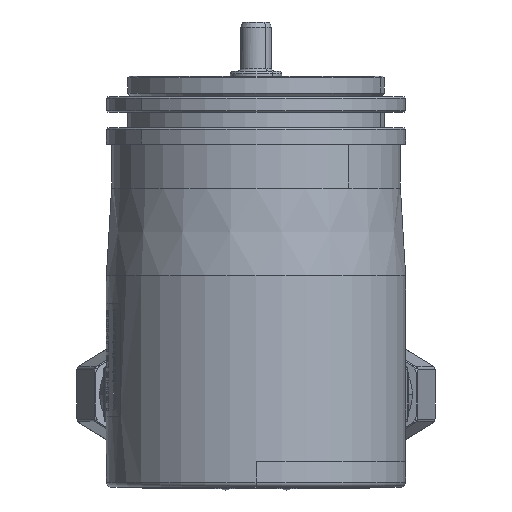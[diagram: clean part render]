
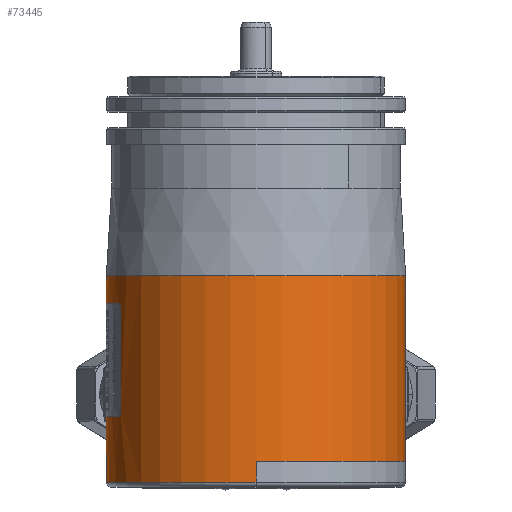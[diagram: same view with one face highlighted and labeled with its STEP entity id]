
A CAD part, front view. The second image highlights one B-rep face of the part: STEP entity #73445.
In plain terms, the highlighted cylindrical face has radius 29 mm (diameter 58 mm), a partial arc.
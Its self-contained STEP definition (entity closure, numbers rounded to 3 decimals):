
#5189=CARTESIAN_POINT('',(0.,0.,-53.2));
#5190=DIRECTION('',(0.,0.,1.));
#5191=DIRECTION('',(0.,1.,0.));
#5192=AXIS2_PLACEMENT_3D('',#5189,#5190,#5191);
#5214=DIRECTION('',(0.,0.,-1.));
#5215=VECTOR('',#5214,2.);
#5216=CARTESIAN_POINT('',(-29.,0.,-47.2));
#5217=LINE('',#5216,#5215);
#5218=CARTESIAN_POINT('',(0.,0.,-49.2));
#5219=DIRECTION('',(0.,0.,-1.));
#5220=DIRECTION('',(-1.,0.,0.));
#5221=AXIS2_PLACEMENT_3D('',#5218,#5219,#5220);
#5223=DIRECTION('',(0.,0.,-1.));
#5224=VECTOR('',#5223,4.);
#5225=CARTESIAN_POINT('',(0.,29.,-49.2));
#5226=LINE('',#5225,#5224);
#5227=CARTESIAN_POINT('',(-26.69,-11.342,-40.5));
#5228=CARTESIAN_POINT('',(-26.66,-11.413,-40.5));
#5229=CARTESIAN_POINT('',(-26.602,-11.549,
-40.483));
#5230=CARTESIAN_POINT('',(-26.516,-11.745,
-40.408));
#5231=CARTESIAN_POINT('',(-26.438,-11.919,
-40.288));
#5232=CARTESIAN_POINT('',(-26.371,-12.065,
-40.128));
#5233=CARTESIAN_POINT('',(-26.321,-12.174,
-39.936));
#5234=CARTESIAN_POINT('',(-26.29,-12.241,
-39.723));
#5235=CARTESIAN_POINT('',(-26.283,-12.256,
-39.576));
#5236=CARTESIAN_POINT('',(-26.283,-12.256,
-39.5));
#5238=DIRECTION('',(0.,0.,-1.));
#5239=VECTOR('',#5238,20.);
#5240=CARTESIAN_POINT('',(-26.283,-12.256,-19.5));
#5241=LINE('',#5240,#5239);
#5242=CARTESIAN_POINT('',(-26.283,-12.256,-19.5));
#5243=CARTESIAN_POINT('',(-26.283,-12.256,
-19.424));
#5244=CARTESIAN_POINT('',(-26.29,-12.241,
-19.277));
#5245=CARTESIAN_POINT('',(-26.321,-12.174,
-19.064));
#5246=CARTESIAN_POINT('',(-26.371,-12.065,
-18.872));
#5247=CARTESIAN_POINT('',(-26.438,-11.919,
-18.712));
#5248=CARTESIAN_POINT('',(-26.516,-11.745,
-18.592));
#5249=CARTESIAN_POINT('',(-26.602,-11.549,
-18.517));
#5250=CARTESIAN_POINT('',(-26.66,-11.412,-18.5));
#5251=CARTESIAN_POINT('',(-26.69,-11.342,-18.5));
#5253=CARTESIAN_POINT('',(0.,0.,-18.5));
#5254=DIRECTION('',(0.,0.,-1.));
#5255=DIRECTION('',(-0.92,-0.391,0.));
#5256=AXIS2_PLACEMENT_3D('',#5253,#5254,#5255);
#5258=CARTESIAN_POINT('',(-28.983,-1.,-18.5));
#5259=CARTESIAN_POINT('',(-28.985,-0.924,-18.5));
#5260=CARTESIAN_POINT('',(-28.99,-0.776,
-18.517));
#5261=CARTESIAN_POINT('',(-28.995,-0.562,
-18.592));
#5262=CARTESIAN_POINT('',(-28.998,-0.37,
-18.712));
#5263=CARTESIAN_POINT('',(-28.999,-0.211,
-18.872));
#5264=CARTESIAN_POINT('',(-29.,-0.091,
-19.064));
#5265=CARTESIAN_POINT('',(-29.,-0.017,
-19.277));
#5266=CARTESIAN_POINT('',(-29.,0.,-19.424));
#5267=CARTESIAN_POINT('',(-29.,0.,-19.5));
#5269=DIRECTION('',(0.,0.,-1.));
#5270=VECTOR('',#5269,12.);
#5271=CARTESIAN_POINT('',(29.,0.,-13.2));
#5272=LINE('',#5271,#5270);
#5273=DIRECTION('',(0.,0.,-1.));
#5274=VECTOR('',#5273,22.);
#5275=CARTESIAN_POINT('',(29.,0.,-25.2));
#5276=LINE('',#5275,#5274);
#5277=DIRECTION('',(0.,0.,-1.));
#5278=VECTOR('',#5277,2.);
#5279=CARTESIAN_POINT('',(29.,0.,-47.2));
#5280=LINE('',#5279,#5278);
#5281=CARTESIAN_POINT('',(0.,0.,-49.2));
#5282=DIRECTION('',(0.,0.,-1.));
#5283=DIRECTION('',(1.,0.,0.));
#5284=AXIS2_PLACEMENT_3D('',#5281,#5282,#5283);
#5286=DIRECTION('',(0.,0.,-1.));
#5287=VECTOR('',#5286,4.);
#5288=CARTESIAN_POINT('',(0.,-29.,-49.2));
#5289=LINE('',#5288,#5287);
#5290=DIRECTION('',(0.,0.,1.));
#5291=VECTOR('',#5290,7.7);
#5292=CARTESIAN_POINT('',(-29.,0.,-47.2));
#5293=LINE('',#5292,#5291);
#5294=CARTESIAN_POINT('',(-29.,0.,-39.5));
#5295=CARTESIAN_POINT('',(-29.,0.,-39.576));
#5296=CARTESIAN_POINT('',(-29.,-0.017,
-39.723));
#5297=CARTESIAN_POINT('',(-29.,-0.091,
-39.936));
#5298=CARTESIAN_POINT('',(-28.999,-0.211,
-40.128));
#5299=CARTESIAN_POINT('',(-28.998,-0.371,
-40.288));
#5300=CARTESIAN_POINT('',(-28.995,-0.562,
-40.408));
#5301=CARTESIAN_POINT('',(-28.99,-0.776,
-40.483));
#5302=CARTESIAN_POINT('',(-28.985,-0.924,-40.5));
#5303=CARTESIAN_POINT('',(-28.983,-1.,-40.5));
#5305=CARTESIAN_POINT('',(0.,0.,-40.5));
#5306=DIRECTION('',(0.,0.,-1.));
#5307=DIRECTION('',(-0.92,-0.391,0.));
#5308=AXIS2_PLACEMENT_3D('',#5305,#5306,#5307);
#5336=DIRECTION('',(0.,0.,-1.));
#5337=VECTOR('',#5336,6.3);
#5338=CARTESIAN_POINT('',(-29.,0.,-13.2));
#5339=LINE('',#5338,#5337);
#5355=CARTESIAN_POINT('',(-29.,0.,-47.2));
#18786=CARTESIAN_POINT('',(0.,0.,-13.2));
#18787=DIRECTION('',(0.,0.,-1.));
#18788=DIRECTION('',(1.,0.,0.));
#18789=AXIS2_PLACEMENT_3D('',#18786,#18787,#18788);
#56981=CARTESIAN_POINT('',(29.,0.,-13.2));
#56982=CARTESIAN_POINT('',(29.,0.,-25.2));
#56983=VERTEX_POINT('',#56981);
#56984=VERTEX_POINT('',#56982);
#56985=CARTESIAN_POINT('',(-29.,0.,-13.2));
#56986=VERTEX_POINT('',#56985);
#57004=VERTEX_POINT('',#5355);
#57008=CARTESIAN_POINT('',(29.,0.,-47.2));
#57009=VERTEX_POINT('',#57008);
#57313=CARTESIAN_POINT('',(0.,-29.,-53.2));
#57314=CARTESIAN_POINT('',(0.,29.,-53.2));
#57315=VERTEX_POINT('',#57313);
#57316=VERTEX_POINT('',#57314);
#57357=CARTESIAN_POINT('',(29.,0.,-49.2));
#57358=CARTESIAN_POINT('',(0.,-29.,-49.2));
#57359=VERTEX_POINT('',#57357);
#57360=VERTEX_POINT('',#57358);
#57361=CARTESIAN_POINT('',(-29.,0.,-49.2));
#57362=CARTESIAN_POINT('',(0.,29.,-49.2));
#57363=VERTEX_POINT('',#57361);
#57364=VERTEX_POINT('',#57362);
#67346=CARTESIAN_POINT('',(-29.,0.,-19.5));
#67348=VERTEX_POINT('',#67346);
#67350=CARTESIAN_POINT('',(-29.,0.,-39.5));
#67351=VERTEX_POINT('',#67350);
#67356=VERTEX_POINT('',#5227);
#67357=VERTEX_POINT('',#5236);
#67358=CARTESIAN_POINT('',(-28.983,-1.,-40.5));
#67359=VERTEX_POINT('',#67358);
#67360=VERTEX_POINT('',#5258);
#67361=CARTESIAN_POINT('',(-26.69,-11.342,-18.5));
#67362=VERTEX_POINT('',#67361);
#67363=VERTEX_POINT('',#5242);
#73407=CARTESIAN_POINT('',(0.,0.,6.45));
#73408=DIRECTION('',(0.,0.,-1.));
#73409=DIRECTION('',(1.,0.,0.));
#73410=AXIS2_PLACEMENT_3D('',#73407,#73408,#73409);
#73411=CYLINDRICAL_SURFACE('',#73410,29.);
#73413=ORIENTED_EDGE('',*,*,#73412,.T.);
#73415=ORIENTED_EDGE('',*,*,#73414,.F.);
#73417=ORIENTED_EDGE('',*,*,#73416,.T.);
#73419=ORIENTED_EDGE('',*,*,#73418,.T.);
#73421=ORIENTED_EDGE('',*,*,#73420,.T.);
#73423=ORIENTED_EDGE('',*,*,#73422,.F.);
#73425=ORIENTED_EDGE('',*,*,#73424,.F.);
#73427=ORIENTED_EDGE('',*,*,#73426,.T.);
#73429=ORIENTED_EDGE('',*,*,#73428,.T.);
#73430=ORIENTED_EDGE('',*,*,#73391,.T.);
#73431=ORIENTED_EDGE('',*,*,#73389,.T.);
#73432=ORIENTED_EDGE('',*,*,#73402,.T.);
#73433=ORIENTED_EDGE('',*,*,#73363,.F.);
#73434=ORIENTED_EDGE('',*,*,#73399,.F.);
#73435=ORIENTED_EDGE('',*,*,#73397,.F.);
#73436=ORIENTED_EDGE('',*,*,#73395,.F.);
#73438=ORIENTED_EDGE('',*,*,#73437,.T.);
#73440=ORIENTED_EDGE('',*,*,#73439,.T.);
#73442=ORIENTED_EDGE('',*,*,#73441,.F.);
#73443=EDGE_LOOP('',(#73413,#73415,#73417,#73419,#73421,#73423,#73425,#73427,
#73429,#73430,#73431,#73432,#73433,#73434,#73435,#73436,#73438,#73440,#73442));
#73444=FACE_OUTER_BOUND('',#73443,.F.);
#5193=CIRCLE('',#5192,29.);
#5222=CIRCLE('',#5221,29.);
#5237=B_SPLINE_CURVE_WITH_KNOTS('',3,(#5227,#5228,#5229,#5230,#5231,#5232,#5233,
#5234,#5235,#5236),.UNSPECIFIED.,.F.,.F.,(4,1,1,1,1,1,1,4),(0.,
0.143,0.286,0.429,0.571,
0.714,0.857,1.),.UNSPECIFIED.);
#5252=B_SPLINE_CURVE_WITH_KNOTS('',3,(#5242,#5243,#5244,#5245,#5246,#5247,#5248,
#5249,#5250,#5251),.UNSPECIFIED.,.F.,.F.,(4,1,1,1,1,1,1,4),(0.,
0.143,0.286,0.429,0.571,
0.714,0.857,1.),.UNSPECIFIED.);
#5257=CIRCLE('',#5256,29.);
#5268=B_SPLINE_CURVE_WITH_KNOTS('',3,(#5258,#5259,#5260,#5261,#5262,#5263,#5264,
#5265,#5266,#5267),.UNSPECIFIED.,.F.,.F.,(4,1,1,1,1,1,1,4),(0.,
0.143,0.286,0.429,0.571,
0.714,0.857,1.),.UNSPECIFIED.);
#5285=CIRCLE('',#5284,29.);
#5304=B_SPLINE_CURVE_WITH_KNOTS('',3,(#5294,#5295,#5296,#5297,#5298,#5299,#5300,
#5301,#5302,#5303),.UNSPECIFIED.,.F.,.F.,(4,1,1,1,1,1,1,4),(0.,
0.143,0.286,0.429,0.571,
0.714,0.857,1.),.UNSPECIFIED.);
#5309=CIRCLE('',#5308,29.);
#18790=CIRCLE('',#18789,29.);
#73363=EDGE_CURVE('',#57316,#57315,#5193,.T.);
#73389=EDGE_CURVE('',#57359,#57360,#5285,.T.);
#73391=EDGE_CURVE('',#57009,#57359,#5280,.T.);
#73395=EDGE_CURVE('',#57004,#57363,#5217,.T.);
#73397=EDGE_CURVE('',#57363,#57364,#5222,.T.);
#73399=EDGE_CURVE('',#57364,#57316,#5226,.T.);
#73402=EDGE_CURVE('',#57360,#57315,#5289,.T.);
#73412=EDGE_CURVE('',#67356,#67357,#5237,.T.);
#73414=EDGE_CURVE('',#67363,#67357,#5241,.T.);
#73416=EDGE_CURVE('',#67363,#67362,#5252,.T.);
#73418=EDGE_CURVE('',#67362,#67360,#5257,.T.);
#73420=EDGE_CURVE('',#67360,#67348,#5268,.T.);
#73422=EDGE_CURVE('',#56986,#67348,#5339,.T.);
#73424=EDGE_CURVE('',#56983,#56986,#18790,.T.);
#73426=EDGE_CURVE('',#56983,#56984,#5272,.T.);
#73428=EDGE_CURVE('',#56984,#57009,#5276,.T.);
#73437=EDGE_CURVE('',#57004,#67351,#5293,.T.);
#73439=EDGE_CURVE('',#67351,#67359,#5304,.T.);
#73441=EDGE_CURVE('',#67356,#67359,#5309,.T.);
#73445=ADVANCED_FACE('',(#73444),#73411,.T.);
